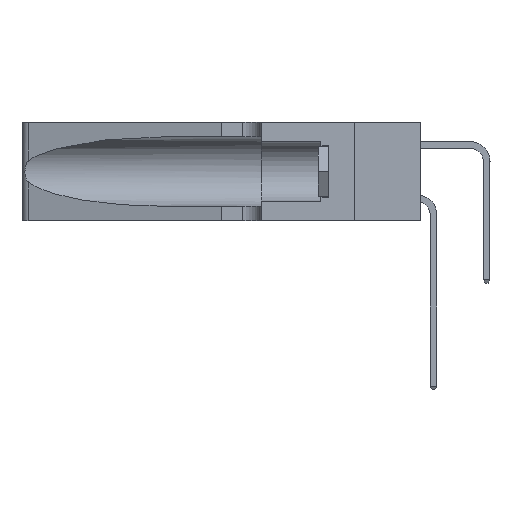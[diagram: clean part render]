
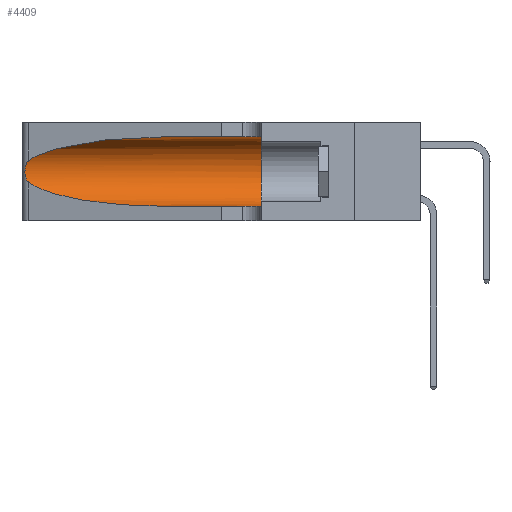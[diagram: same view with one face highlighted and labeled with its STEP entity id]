
A CAD part, left-side view. The second image highlights one B-rep face of the part: STEP entity #4409.
In plain terms, the highlighted cylindrical face has radius 3.308 mm (diameter 6.617 mm), a partial arc.
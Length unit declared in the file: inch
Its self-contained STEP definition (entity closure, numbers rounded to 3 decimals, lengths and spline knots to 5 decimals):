
#313 = EDGE_CURVE ( 'NONE', #13649, #4126, #18588, .T. ) ;
#453 = CARTESIAN_POINT ( 'NONE',  ( 0.25639, 1.23184, 0.21858 ) ) ;
#823 = CARTESIAN_POINT ( 'NONE',  ( 0.26018, 1.23835, 0.19895 ) ) ;
#1111 = ORIENTED_EDGE ( 'NONE', *, *, #10678, .T. ) ;
#1176 = CYLINDRICAL_SURFACE ( 'NONE', #9581, 0.13025 ) ;
#1734 = CARTESIAN_POINT ( 'NONE',  ( 0.1305, 0.72297, 0.31525 ) ) ;
#2074 = CARTESIAN_POINT ( 'NONE',  ( 0.25555, 1.22994, 0.2215 ) ) ;
#2129 = EDGE_CURVE ( 'NONE', #3882, #4782, #16676, .T. ) ;
#2166 = CARTESIAN_POINT ( 'NONE',  ( 0.1305, 0.72297, 0.05475 ) ) ;
#2661 = CARTESIAN_POINT ( 'NONE',  ( 0.25639, 1.23186, 0.15144 ) ) ;
#2701 = EDGE_CURVE ( 'NONE', #3882, #11590, #5338, .T. ) ;
#2989 = EDGE_LOOP ( 'NONE', ( #17207, #7732, #1111, #20082, #19913, #13104 ) ) ;
#3415 = CARTESIAN_POINT ( 'NONE',  ( 0.1305, 1.61858, 0.31525 ) ) ;
#3882 = VERTEX_POINT ( 'NONE', #21188 ) ;
#4126 = VERTEX_POINT ( 'NONE', #7734 ) ;
#4136 = CARTESIAN_POINT ( 'NONE',  ( 0.26075, 1.23896, 0.178 ) ) ;
#4409 = ADVANCED_FACE ( 'NONE', ( #19111 ), #1176, .F. ) ;
#4782 = VERTEX_POINT ( 'NONE', #17117 ) ;
#5338 =( BOUNDED_CURVE ( )  B_SPLINE_CURVE ( 3, ( #1734, #10387, #6874, #13760 ),
 .UNSPECIFIED., .F., .F. ) 
 B_SPLINE_CURVE_WITH_KNOTS ( ( 4, 4 ),
 ( 1.5708, 2.84003 ),
 .UNSPECIFIED. ) 
 CURVE ( )  GEOMETRIC_REPRESENTATION_ITEM ( )  RATIONAL_B_SPLINE_CURVE ( ( 1., 0.87, 0.87, 1. ) ) 
 REPRESENTATION_ITEM ( '' )  );
#5625 = DIRECTION ( 'NONE',  ( 0., -1., 0. ) ) ;
#5971 = CARTESIAN_POINT ( 'NONE',  ( 0.25856, 1.23593, 0.16098 ) ) ;
#6874 = CARTESIAN_POINT ( 'NONE',  ( 0.2373, 1.15595, 0.28018 ) ) ;
#7606 = CARTESIAN_POINT ( 'NONE',  ( 0.25854, 1.2359, 0.20912 ) ) ;
#7670 = VECTOR ( 'NONE', #18560, 39.37008 ) ;
#7732 = ORIENTED_EDGE ( 'NONE', *, *, #10835, .T. ) ;
#7734 = CARTESIAN_POINT ( 'NONE',  ( 0.1305, 0.35, 0.05475 ) ) ;
#8694 = DIRECTION ( 'NONE',  ( 0., 0., -1. ) ) ;
#9160 = CARTESIAN_POINT ( 'NONE',  ( 0.25487, 1.22718, 0.14631 ) ) ;
#9334 = CIRCLE ( 'NONE', #12245, 0.13025 ) ;
#9581 = AXIS2_PLACEMENT_3D ( 'NONE', #18868, #18807, #8694 ) ;
#9726 = CARTESIAN_POINT ( 'NONE',  ( 0.25487, 1.22718, 0.22369 ) ) ;
#9823 = DIRECTION ( 'NONE',  ( 0., 1., 0. ) ) ;
#10387 = CARTESIAN_POINT ( 'NONE',  ( 0.18966, 0.96281, 0.31525 ) ) ;
#10678 = EDGE_CURVE ( 'NONE', #15619, #13649, #18485, .T. ) ;
#10835 = EDGE_CURVE ( 'NONE', #11590, #15619, #12259, .T. ) ;
#11590 = VERTEX_POINT ( 'NONE', #9726 ) ;
#11697 = CARTESIAN_POINT ( 'NONE',  ( 0.25487, 1.22718, 0.14631 ) ) ;
#11977 = CARTESIAN_POINT ( 'NONE',  ( 0.18966, 0.96281, 0.05475 ) ) ;
#12245 = AXIS2_PLACEMENT_3D ( 'NONE', #16534, #9823, #20028 ) ;
#12259 = B_SPLINE_CURVE_WITH_KNOTS ( 'NONE', 3,
 ( #19115, #2074, #453, #14191, #7606, #823, #19546, #4136, #12571, #5971, #15954, #2661, #19403, #19336 ),
 .UNSPECIFIED., .F., .F.,
 ( 4, 2, 2, 2, 2, 2, 4 ),
 ( 0., 0.00027, 0.00053, 0.00107, 0.0016, 0.00187, 0.00214 ),
 .UNSPECIFIED. ) ;
#12571 = CARTESIAN_POINT ( 'NONE',  ( 0.26017, 1.23833, 0.17102 ) ) ;
#13104 = ORIENTED_EDGE ( 'NONE', *, *, #2129, .F. ) ;
#13649 = VERTEX_POINT ( 'NONE', #2166 ) ;
#13760 = CARTESIAN_POINT ( 'NONE',  ( 0.25487, 1.22718, 0.22369 ) ) ;
#14060 = CARTESIAN_POINT ( 'NONE',  ( 0.1305, 1.61858, 0.05475 ) ) ;
#14191 = CARTESIAN_POINT ( 'NONE',  ( 0.25787, 1.23484, 0.2124 ) ) ;
#15619 = VERTEX_POINT ( 'NONE', #9160 ) ;
#15954 = CARTESIAN_POINT ( 'NONE',  ( 0.25789, 1.23486, 0.15765 ) ) ;
#16534 = CARTESIAN_POINT ( 'NONE',  ( 0.1305, 0.35, 0.185 ) ) ;
#16676 = LINE ( 'NONE', #3415, #7670 ) ;
#16759 = VECTOR ( 'NONE', #5625, 39.37008 ) ;
#16788 = CARTESIAN_POINT ( 'NONE',  ( 0.2373, 1.15595, 0.08982 ) ) ;
#17117 = CARTESIAN_POINT ( 'NONE',  ( 0.1305, 0.35, 0.31525 ) ) ;
#17207 = ORIENTED_EDGE ( 'NONE', *, *, #2701, .T. ) ;
#17380 = CARTESIAN_POINT ( 'NONE',  ( 0.1305, 0.72297, 0.05475 ) ) ;
#18485 =( BOUNDED_CURVE ( )  B_SPLINE_CURVE ( 3, ( #11697, #16788, #11977, #17380 ),
 .UNSPECIFIED., .F., .T. ) 
 B_SPLINE_CURVE_WITH_KNOTS ( ( 4, 4 ),
 ( 3.44316, 4.71239 ),
 .UNSPECIFIED. ) 
 CURVE ( )  GEOMETRIC_REPRESENTATION_ITEM ( )  RATIONAL_B_SPLINE_CURVE ( ( 1., 0.87, 0.87, 1. ) ) 
 REPRESENTATION_ITEM ( '' )  );
#18560 = DIRECTION ( 'NONE',  ( 0., -1., 0. ) ) ;
#18588 = LINE ( 'NONE', #14060, #16759 ) ;
#18807 = DIRECTION ( 'NONE',  ( 0., -1., 0. ) ) ;
#18868 = CARTESIAN_POINT ( 'NONE',  ( 0.1305, 1.61858, 0.185 ) ) ;
#19111 = FACE_OUTER_BOUND ( 'NONE', #2989, .T. ) ;
#19115 = CARTESIAN_POINT ( 'NONE',  ( 0.25487, 1.22718, 0.22369 ) ) ;
#19336 = CARTESIAN_POINT ( 'NONE',  ( 0.25487, 1.22718, 0.14631 ) ) ;
#19403 = CARTESIAN_POINT ( 'NONE',  ( 0.25555, 1.22993, 0.14849 ) ) ;
#19546 = CARTESIAN_POINT ( 'NONE',  ( 0.26075, 1.23896, 0.19203 ) ) ;
#19913 = ORIENTED_EDGE ( 'NONE', *, *, #20098, .F. ) ;
#20028 = DIRECTION ( 'NONE',  ( 0., 0., 1. ) ) ;
#20082 = ORIENTED_EDGE ( 'NONE', *, *, #313, .T. ) ;
#20098 = EDGE_CURVE ( 'NONE', #4782, #4126, #9334, .T. ) ;
#21188 = CARTESIAN_POINT ( 'NONE',  ( 0.1305, 0.72297, 0.31525 ) ) ;
